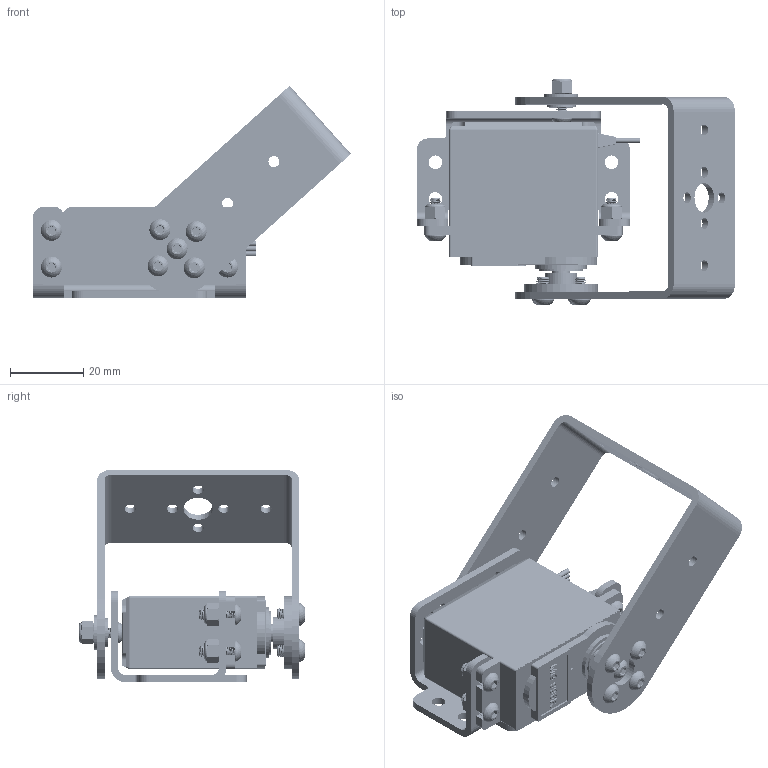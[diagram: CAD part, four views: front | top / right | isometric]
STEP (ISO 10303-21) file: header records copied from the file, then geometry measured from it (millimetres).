
FILE_DESCRIPTION(/* description */ (''),/* implementation_level */ '2;1');
FILE_NAME(/* name */ 'servo with bracket v9.step',/* time_stamp */ '2017-09-22T13:50:23+08:00',/* author */ (''),/* organization */ (''),/* preprocessor_version */ 'ST-DEVELOPER v16.13',/* originating_system */ 'Autodesk Translation Framework v6.1.1.50',/* authorisation */ '');
FILE_SCHEMA (('AUTOMOTIVE_DESIGN { 1 0 10303 214 3 1 1 }'));
Products named in the file (15): servo with bracket v9; MG996 v1 v12; servo body; TowerPro-MG995_pulley v1; servo dise v1; Servo Bracket - universal v10; Servo Bracket - universal; Servo Bracket - long U v3; Servo Bracket - long U; brass brushing v1; brass brushing; screws and nuts; M3x6; M3x10; M3 safe nut
Assembly tree (26 placements, depth 3):
  servo with bracket v9
    MG996 v1 v12
      servo body
      TowerPro-MG995_pulley v1
      servo dise v1
    Servo Bracket - universal v10
      Servo Bracket - universal
    M3x10
    M3 safe nut
    Servo Bracket - long U v3
      Servo Bracket - long U
    brass brushing v1
      brass brushing
    screws and nuts
      M3x10  x4
      M3x6  x5
      M3 safe nut  x4
Bounding box: 86.64 x 61.65 x 57.91 mm (x, y, z)
Volume: 47496.8 mm3; surface area: 28479.3 mm2
Topology: 27 solids, 29 shells, 1206 faces, 2950 edges, 1863 vertices
Faces by surface type: plane 448, cylinder 329, cone 234, bspline 162, sphere 18, torus 15
Full cylindrical faces by diameter (mm): 1.4 x2, 2.538 x5, 2.594 x30, 2.8 x1, 3 x66, 3.2 x1, 3.352 x5, 3.7 x8, 5 x2, 5.7 x10, 7.94 x1, 8 x6, 8.8 x1, 9.5 x1, 12 x1, 14 x1, 20 x1
Entity records: 44743 total; most frequent: CARTESIAN_POINT 26701, ORIENTED_EDGE 3740, DIRECTION 3303, EDGE_CURVE 1868, VERTEX_POINT 1264, AXIS2_PLACEMENT_3D 1166, EDGE_LOOP 1016, LINE 971
